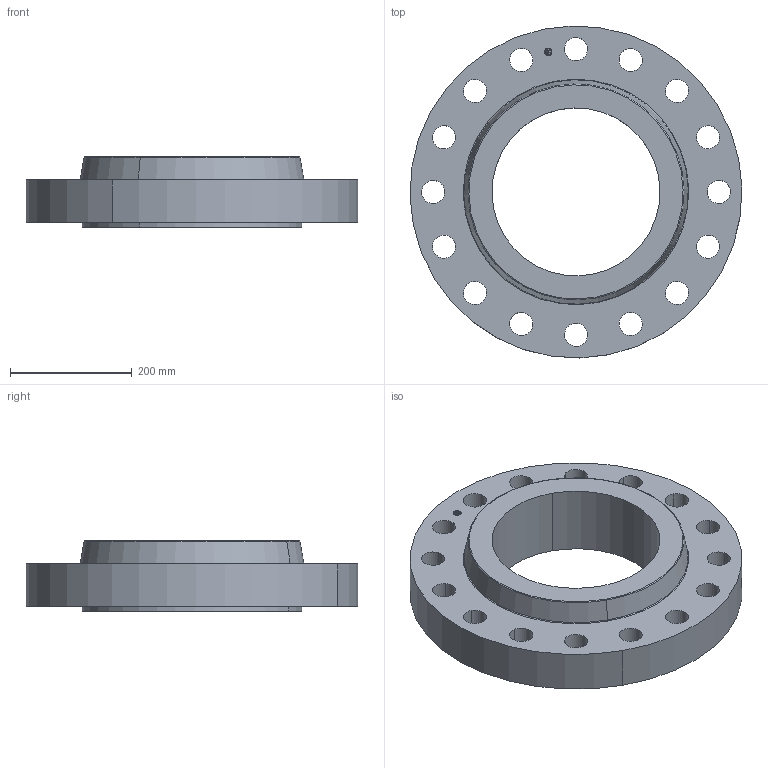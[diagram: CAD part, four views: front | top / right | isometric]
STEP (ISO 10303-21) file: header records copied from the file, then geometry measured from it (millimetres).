
FILE_DESCRIPTION(('3D STEP'),'2;1');
FILE_NAME('10-900-SLIP-ON-RTJ-FLANGE.stp','2013-03-04T06:34:18+00:00',('Texas Flange'),(''),'CATIA Version 5 Release 20 SP 6 (IN-10)','CATIA V5 STEP AP214','800-826-3801');
FILE_SCHEMA(('AUTOMOTIVE_DESIGN { 1 0 10303 214 1 1 1 1 }'));
Length unit declared in the file: inch
Products named in the file (1): 10-900-SLIP-ON-RTJ-FLANGE
Bounding box: 545.95 x 545.95 x 115.89 mm (x, y, z)
Volume: 12795990.1 mm3; surface area: 721090.7 mm2
Topology: 1 solids, 1 shells, 443 faces, 1252 edges, 832 vertices
Faces by surface type: plane 371, cylinder 58, torus 8, cone 6
Entity records: 16437 total; most frequent: ORIENTED_EDGE 2504, CARTESIAN_POINT 2466, DIRECTION 2014, EDGE_CURVE 1252, VECTOR 1108, LINE 1108, VERTEX_POINT 832, AXIS2_PLACEMENT_3D 526
